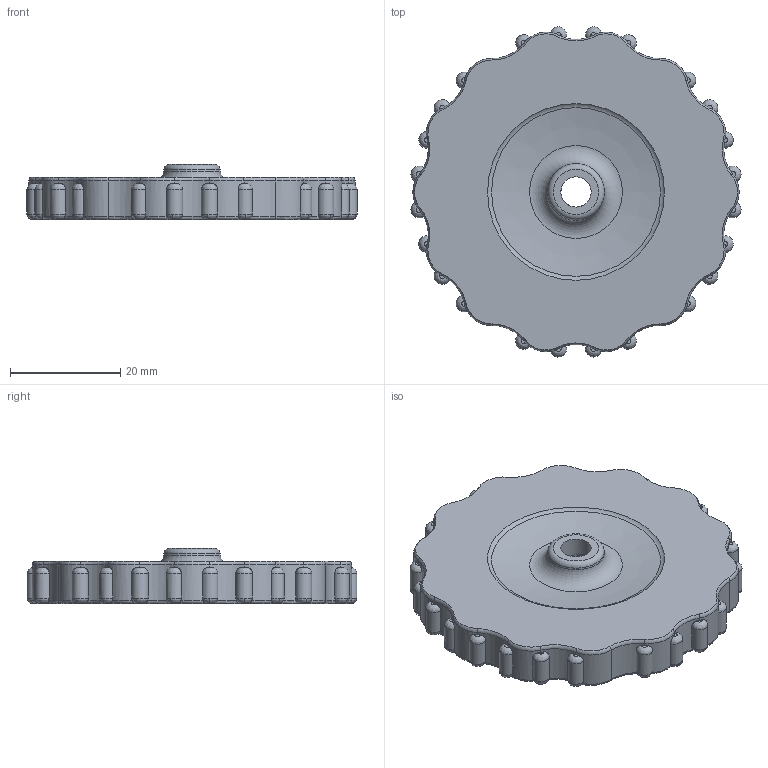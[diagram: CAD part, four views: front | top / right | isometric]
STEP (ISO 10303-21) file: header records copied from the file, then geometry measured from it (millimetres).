
FILE_DESCRIPTION(/* description */ (''),/* implementation_level */ '2;1');
FILE_NAME(/* name */ 'Hand Twisted Nut v2.step',/* time_stamp */ '2019-10-07T09:40:42-05:00',/* author */ (''),/* organization */ (''),/* preprocessor_version */ 'ST-DEVELOPER v18',/* originating_system */ 'Autodesk Translation Framework v8.6.0.1094',/* authorisation */ '');
FILE_SCHEMA (('AUTOMOTIVE_DESIGN { 1 0 10303 214 3 1 1 }'));
Length unit declared in the file: millimetre
Products named in the file (1): Hand Twisted Nut
Bounding box: 59.91 x 59.9 x 10 mm (x, y, z)
Volume: 19488.9 mm3; surface area: 7163.7 mm2
Topology: 1 solids, 1 shells, 263 faces, 669 edges, 409 vertices
Faces by surface type: bspline 73, plane 71, torus 59, cylinder 59, cone 1
Full cylindrical faces by diameter (mm): 5.5 x1
Entity records: 10298 total; most frequent: CARTESIAN_POINT 4174, ORIENTED_EDGE 1338, DIRECTION 1294, EDGE_CURVE 669, AXIS2_PLACEMENT_3D 578, VERTEX_POINT 409, CIRCLE 381, EDGE_LOOP 266
